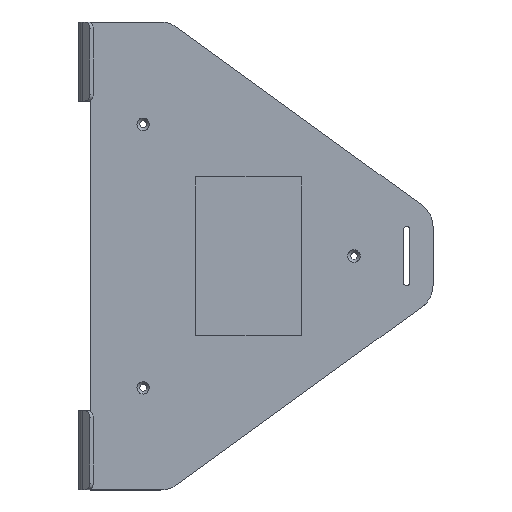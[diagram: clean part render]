
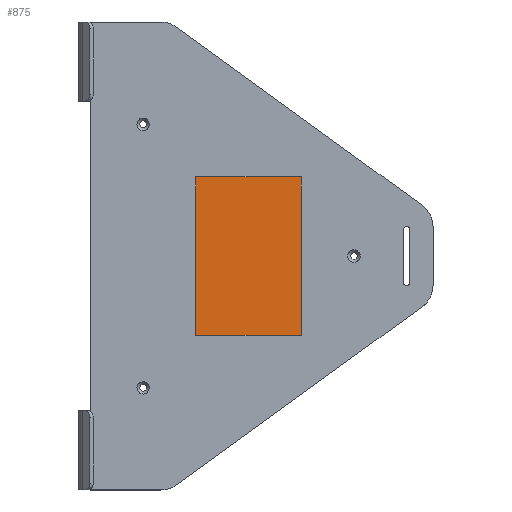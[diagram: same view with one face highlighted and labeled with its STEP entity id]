
A CAD part, top view. The second image highlights one B-rep face of the part: STEP entity #875.
In plain terms, the highlighted planar face has unit normal (0, 0, 1).
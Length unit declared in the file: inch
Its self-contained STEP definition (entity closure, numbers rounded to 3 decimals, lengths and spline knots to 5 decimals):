
#18 = ORIENTED_EDGE ( 'NONE', *, *, #203, .F. ) ;
#121 = FACE_OUTER_BOUND ( 'NONE', #173, .T. ) ;
#164 = ORIENTED_EDGE ( 'NONE', *, *, #197, .F. ) ;
#173 = EDGE_LOOP ( 'NONE', ( #681, #593, #18, #164 ) ) ;
#179 = DIRECTION ( 'NONE',  ( 1., 0., 0. ) ) ;
#197 = EDGE_CURVE ( 'NONE', #209, #462, #846, .T. ) ;
#201 = CARTESIAN_POINT ( 'NONE',  ( -1.25, 1.5, 0.091 ) ) ;
#203 = EDGE_CURVE ( 'NONE', #462, #1178, #1353, .T. ) ;
#209 = VERTEX_POINT ( 'NONE', #417 ) ;
#274 = DIRECTION ( 'NONE',  ( -1., 0., 0. ) ) ;
#313 = LINE ( 'NONE', #1089, #984 ) ;
#374 = CARTESIAN_POINT ( 'NONE',  ( 0.75, 0., 0.091 ) ) ;
#417 = CARTESIAN_POINT ( 'NONE',  ( 0.75, -1.5, 0.091 ) ) ;
#462 = VERTEX_POINT ( 'NONE', #1451 ) ;
#593 = ORIENTED_EDGE ( 'NONE', *, *, #1412, .F. ) ;
#666 = PLANE ( 'NONE',  #1078 ) ;
#681 = ORIENTED_EDGE ( 'NONE', *, *, #1547, .F. ) ;
#710 = DIRECTION ( 'NONE',  ( 0., 1., 0. ) ) ;
#771 = DIRECTION ( 'NONE',  ( 0., -1., 0. ) ) ;
#809 = CARTESIAN_POINT ( 'NONE',  ( -1.25, 0., 0.091 ) ) ;
#846 = LINE ( 'NONE', #1382, #1171 ) ;
#875 = ADVANCED_FACE ( 'NONE', ( #121 ), #666, .T. ) ;
#950 = VECTOR ( 'NONE', #710, 39.37008 ) ;
#984 = VECTOR ( 'NONE', #179, 39.37008 ) ;
#1064 = CARTESIAN_POINT ( 'NONE',  ( 0.75, 1.5, 0.091 ) ) ;
#1078 = AXIS2_PLACEMENT_3D ( 'NONE', #1203, #1484, #1345 ) ;
#1089 = CARTESIAN_POINT ( 'NONE',  ( 0., 1.5, 0.091 ) ) ;
#1171 = VECTOR ( 'NONE', #274, 39.37008 ) ;
#1178 = VERTEX_POINT ( 'NONE', #201 ) ;
#1203 = CARTESIAN_POINT ( 'NONE',  ( 0., 0., 0.091 ) ) ;
#1285 = VERTEX_POINT ( 'NONE', #1064 ) ;
#1345 = DIRECTION ( 'NONE',  ( 1., 0., 0. ) ) ;
#1353 = LINE ( 'NONE', #809, #950 ) ;
#1382 = CARTESIAN_POINT ( 'NONE',  ( 0., -1.5, 0.091 ) ) ;
#1412 = EDGE_CURVE ( 'NONE', #1178, #1285, #313, .T. ) ;
#1451 = CARTESIAN_POINT ( 'NONE',  ( -1.25, -1.5, 0.091 ) ) ;
#1465 = LINE ( 'NONE', #374, #1684 ) ;
#1484 = DIRECTION ( 'NONE',  ( 0., 0., 1. ) ) ;
#1547 = EDGE_CURVE ( 'NONE', #1285, #209, #1465, .T. ) ;
#1684 = VECTOR ( 'NONE', #771, 39.37008 ) ;
